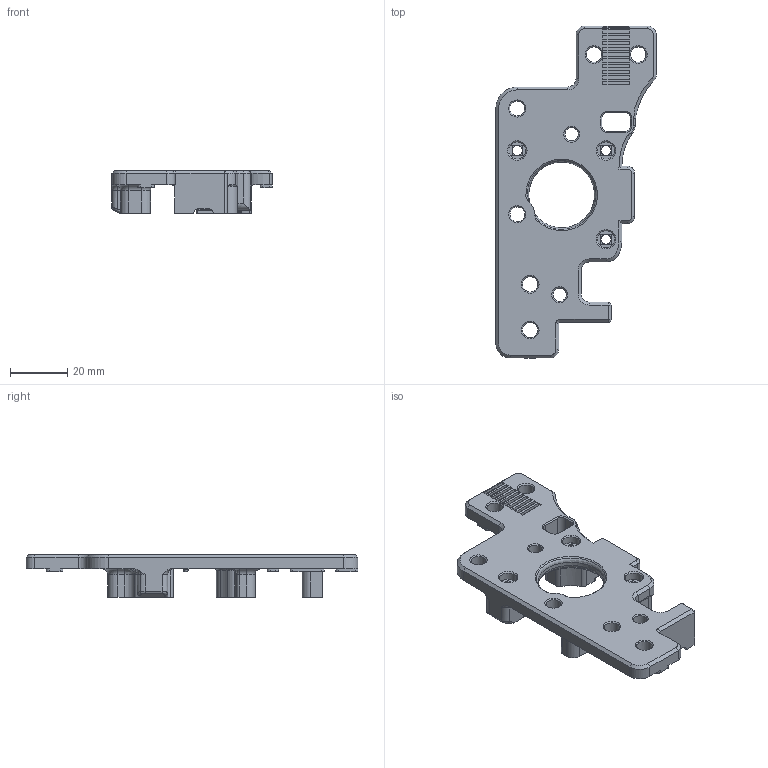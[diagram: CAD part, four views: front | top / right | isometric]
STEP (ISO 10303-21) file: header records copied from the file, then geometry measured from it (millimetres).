
FILE_DESCRIPTION(/* description */ (''),/* implementation_level */ '2;1');
FILE_NAME(/* name */ 'a_drive_frame_upper_with_endstop.step',/* time_stamp */ '2023-04-03T09:24:56-07:00',/* author */ (''),/* organization */ (''),/* preprocessor_version */ 'ST-DEVELOPER v19.2',/* originating_system */ 'Autodesk Translation Framework v11.17.0.187',/* authorisation */ '');
FILE_SCHEMA (('AUTOMOTIVE_DESIGN { 1 0 10303 214 3 1 1 }'));
Length unit declared in the file: millimetre
Products named in the file (2): A Drive Frame Upper_Y_Endstop; JST-XH 2Pin v1 (1)
Assembly tree (1 placements, depth 2):
  A Drive Frame Upper_Y_Endstop
    JST-XH 2Pin v1 (1)
Bounding box: 56.03 x 116 x 15 mm (x, y, z)
Volume: 24488.9 mm3; surface area: 14483.4 mm2
Topology: 2 solids, 2 shells, 478 faces, 1262 edges, 794 vertices
Faces by surface type: plane 252, cylinder 132, cone 36, torus 30, bspline 26, sphere 2
Full cylindrical faces by diameter (mm): 1.5 x1, 1.821 x1, 3.5 x3, 4.7 x2, 5.2 x2, 5.4 x4, 6 x3, 6.8 x1
Entity records: 15541 total; most frequent: CARTESIAN_POINT 3456, DIRECTION 2536, ORIENTED_EDGE 2520, EDGE_CURVE 1260, AXIS2_PLACEMENT_3D 879, VERTEX_POINT 794, LINE 778, VECTOR 778
